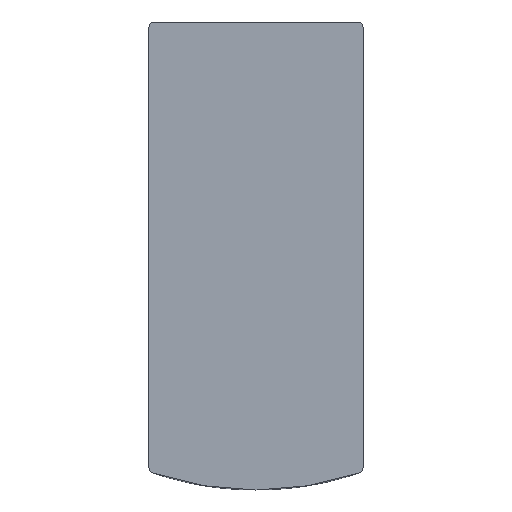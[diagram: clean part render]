
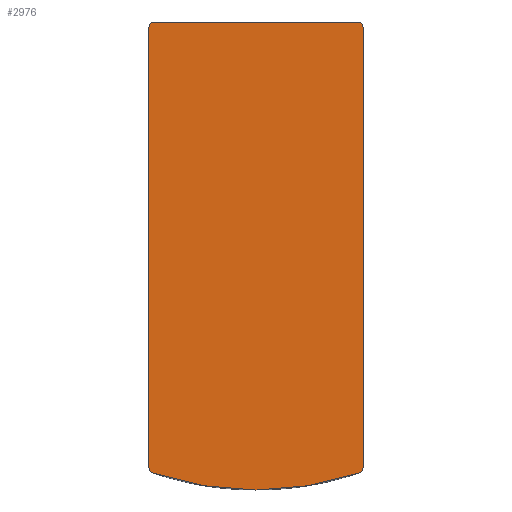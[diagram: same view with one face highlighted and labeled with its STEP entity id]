
A CAD part, front view. The second image highlights one B-rep face of the part: STEP entity #2976.
In plain terms, the highlighted planar face has unit normal (0, -1, 0).
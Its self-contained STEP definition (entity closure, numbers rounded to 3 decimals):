
#91=PLANE('',#4099);
#185=LINE('',#5429,#423);
#189=LINE('',#5445,#427);
#193=LINE('',#5464,#431);
#423=VECTOR('',#4445,1000.);
#427=VECTOR('',#4461,1000.);
#431=VECTOR('',#4483,1000.);
#657=CIRCLE('',#4072,30.);
#659=CIRCLE('',#4075,0.5);
#662=CIRCLE('',#4080,0.5);
#666=CIRCLE('',#4086,0.5);
#668=CIRCLE('',#4089,0.5);
#854=ORIENTED_EDGE('',*,*,#1631,.F.);
#855=ORIENTED_EDGE('',*,*,#1654,.F.);
#856=ORIENTED_EDGE('',*,*,#1649,.F.);
#857=ORIENTED_EDGE('',*,*,#1626,.F.);
#858=ORIENTED_EDGE('',*,*,#1647,.F.);
#859=ORIENTED_EDGE('',*,*,#1644,.F.);
#860=ORIENTED_EDGE('',*,*,#1639,.F.);
#861=ORIENTED_EDGE('',*,*,#1636,.F.);
#1626=EDGE_CURVE('',#2037,#2038,#657,.T.);
#1631=EDGE_CURVE('',#2042,#2043,#659,.T.);
#1636=EDGE_CURVE('',#2043,#2047,#185,.T.);
#1639=EDGE_CURVE('',#2047,#2049,#662,.T.);
#1644=EDGE_CURVE('',#2049,#2053,#189,.T.);
#1647=EDGE_CURVE('',#2053,#2037,#666,.T.);
#1649=EDGE_CURVE('',#2038,#2055,#668,.T.);
#1654=EDGE_CURVE('',#2055,#2042,#193,.T.);
#2037=VERTEX_POINT('',#5390);
#2038=VERTEX_POINT('',#5391);
#2042=VERTEX_POINT('',#5419);
#2043=VERTEX_POINT('',#5420);
#2047=VERTEX_POINT('',#5430);
#2049=VERTEX_POINT('',#5436);
#2053=VERTEX_POINT('',#5446);
#2055=VERTEX_POINT('',#5455);
#2372=EDGE_LOOP('',(#854,#855,#856,#857,#858,#859,#860,#861));
#2645=FACE_BOUND('',#2372,.T.);
#2976=ADVANCED_FACE('',(#2645),#91,.F.);
#4072=AXIS2_PLACEMENT_3D('',#5389,#4427,#4428);
#4075=AXIS2_PLACEMENT_3D('',#5418,#4435,#4436);
#4080=AXIS2_PLACEMENT_3D('',#5435,#4450,#4451);
#4086=AXIS2_PLACEMENT_3D('',#5451,#4466,#4467);
#4089=AXIS2_PLACEMENT_3D('',#5454,#4472,#4473);
#4099=AXIS2_PLACEMENT_3D('',#5475,#4495,#4496);
#4427=DIRECTION('',(0.,1.,0.));
#4428=DIRECTION('',(1.,0.,0.));
#4435=DIRECTION('',(0.,1.,0.));
#4436=DIRECTION('',(1.,0.,0.));
#4445=DIRECTION('',(0.,0.,1.));
#4450=DIRECTION('',(0.,1.,0.));
#4451=DIRECTION('',(1.,0.,0.));
#4461=DIRECTION('',(1.,0.,0.));
#4466=DIRECTION('',(0.,1.,0.));
#4467=DIRECTION('',(1.,0.,0.));
#4472=DIRECTION('',(0.,1.,0.));
#4473=DIRECTION('',(1.,0.,0.));
#4483=DIRECTION('',(-1.,0.,0.));
#4495=DIRECTION('',(0.,1.,0.));
#4496=DIRECTION('',(0.,0.,1.));
#5389=CARTESIAN_POINT('',(-7.284,0.,0.));
#5390=CARTESIAN_POINT('',(21.118,0.,9.661));
#5391=CARTESIAN_POINT('',(21.118,0.,-9.661));
#5418=CARTESIAN_POINT('',(-20.5,0.,-9.5));
#5419=CARTESIAN_POINT('',(-20.5,0.,-10.));
#5420=CARTESIAN_POINT('',(-21.,0.,-9.5));
#5429=CARTESIAN_POINT('',(-21.,0.,-9.5));
#5430=CARTESIAN_POINT('',(-21.,0.,9.5));
#5435=CARTESIAN_POINT('',(-20.5,0.,9.5));
#5436=CARTESIAN_POINT('',(-20.5,0.,10.));
#5445=CARTESIAN_POINT('',(-20.5,0.,10.));
#5446=CARTESIAN_POINT('',(20.644,0.,10.));
#5451=CARTESIAN_POINT('',(20.644,0.,9.5));
#5454=CARTESIAN_POINT('',(20.644,0.,-9.5));
#5455=CARTESIAN_POINT('',(20.644,0.,-10.));
#5464=CARTESIAN_POINT('',(20.644,0.,-10.));
#5475=CARTESIAN_POINT('',(-20.5,0.,-9.5));
